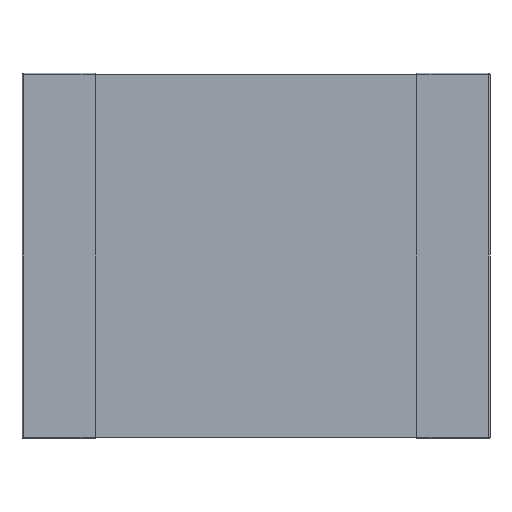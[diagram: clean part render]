
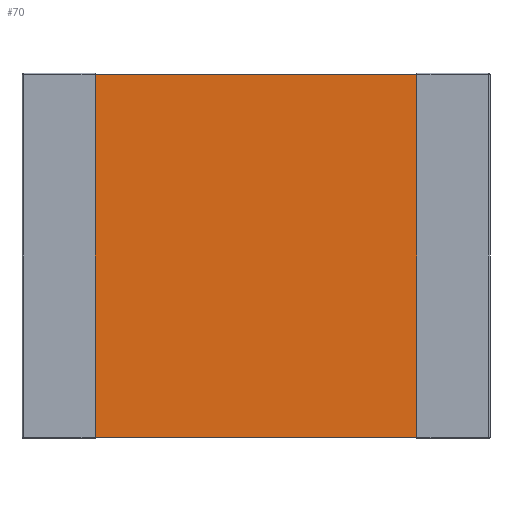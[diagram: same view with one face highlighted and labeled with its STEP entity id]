
A CAD part, front view. The second image highlights one B-rep face of the part: STEP entity #70.
In plain terms, the highlighted planar face has unit normal (0, -1, 0).
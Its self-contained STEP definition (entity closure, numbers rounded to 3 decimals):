
#70 = ADVANCED_FACE ( 'NONE', ( #177 ), #608, .T. ) ;
#80 = ORIENTED_EDGE ( 'NONE', *, *, #1657, .F. ) ;
#128 = ORIENTED_EDGE ( 'NONE', *, *, #1098, .F. ) ;
#135 = VERTEX_POINT ( 'NONE', #301 ) ;
#158 = VECTOR ( 'NONE', #1321, 1000. ) ;
#177 = FACE_OUTER_BOUND ( 'NONE', #1100, .T. ) ;
#217 = CARTESIAN_POINT ( 'NONE',  ( -3.694, -0.38, 1.24 ) ) ;
#256 = LINE ( 'NONE', #687, #1237 ) ;
#259 = LINE ( 'NONE', #807, #158 ) ;
#301 = CARTESIAN_POINT ( 'NONE',  ( 1.1, -0.38, 1.24 ) ) ;
#331 = VERTEX_POINT ( 'NONE', #1195 ) ;
#440 = AXIS2_PLACEMENT_3D ( 'NONE', #217, #1281, #760 ) ;
#545 = DIRECTION ( 'NONE',  ( 1., 0., 0. ) ) ;
#561 = VERTEX_POINT ( 'NONE', #1322 ) ;
#608 = PLANE ( 'NONE',  #440 ) ;
#687 = CARTESIAN_POINT ( 'NONE',  ( -1.1, -0.38, 1.24 ) ) ;
#760 = DIRECTION ( 'NONE',  ( 0., 0., -1. ) ) ;
#807 = CARTESIAN_POINT ( 'NONE',  ( 1.1, -0.38, 1.24 ) ) ;
#932 = LINE ( 'NONE', #1063, #1113 ) ;
#939 = LINE ( 'NONE', #1684, #1368 ) ;
#1063 = CARTESIAN_POINT ( 'NONE',  ( -3.694, -0.38, 1.24 ) ) ;
#1098 = EDGE_CURVE ( 'NONE', #135, #1617, #259, .T. ) ;
#1100 = EDGE_LOOP ( 'NONE', ( #80, #1471, #1540, #128 ) ) ;
#1113 = VECTOR ( 'NONE', #1559, 1000. ) ;
#1195 = CARTESIAN_POINT ( 'NONE',  ( -1.1, -0.38, -1.24 ) ) ;
#1198 = DIRECTION ( 'NONE',  ( 0., 0., -1. ) ) ;
#1237 = VECTOR ( 'NONE', #1198, 1000. ) ;
#1281 = DIRECTION ( 'NONE',  ( 0., -1., 0. ) ) ;
#1321 = DIRECTION ( 'NONE',  ( 0., 0., -1. ) ) ;
#1322 = CARTESIAN_POINT ( 'NONE',  ( -1.1, -0.38, 1.24 ) ) ;
#1354 = EDGE_CURVE ( 'NONE', #331, #1617, #939, .T. ) ;
#1368 = VECTOR ( 'NONE', #545, 1000. ) ;
#1375 = CARTESIAN_POINT ( 'NONE',  ( 1.1, -0.38, -1.24 ) ) ;
#1404 = EDGE_CURVE ( 'NONE', #561, #331, #256, .T. ) ;
#1471 = ORIENTED_EDGE ( 'NONE', *, *, #1404, .T. ) ;
#1540 = ORIENTED_EDGE ( 'NONE', *, *, #1354, .T. ) ;
#1559 = DIRECTION ( 'NONE',  ( 1., 0., 0. ) ) ;
#1617 = VERTEX_POINT ( 'NONE', #1375 ) ;
#1657 = EDGE_CURVE ( 'NONE', #561, #135, #932, .T. ) ;
#1684 = CARTESIAN_POINT ( 'NONE',  ( -3.694, -0.38, -1.24 ) ) ;
